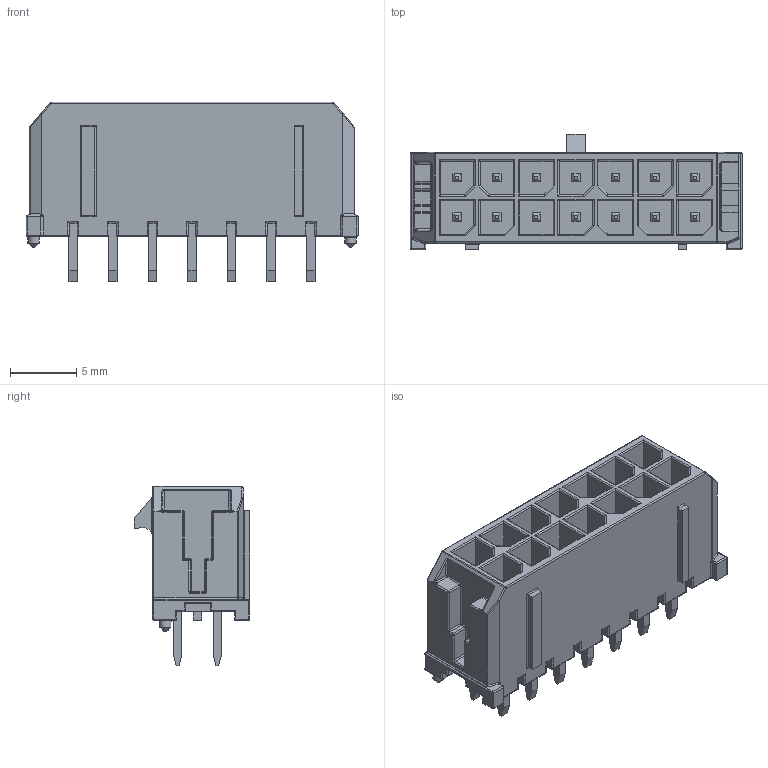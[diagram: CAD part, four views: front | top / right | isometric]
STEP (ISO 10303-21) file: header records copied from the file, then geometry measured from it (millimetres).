
FILE_DESCRIPTION(/* description */ (''),/* implementation_level */ '2;1');
FILE_NAME(/* name */ 'Molex_Micro-Fit_3.0_43045-1412_2x07_P3.00mm_Vertical.step',/* time_stamp */ '2022-03-05T01:52:45+01:00',/* author */ (''),/* organization */ (''),/* preprocessor_version */ 'ST-DEVELOPER v18.1',/* originating_system */ 'Autodesk Translation Framework v10.13.0.1454',/* authorisation */ '');
FILE_SCHEMA (('AUTOMOTIVE_DESIGN { 1 0 10303 214 3 1 1 }'));
Length unit declared in the file: millimetre
Products named in the file (4): (Unsaved); Body; Leads; Logo
Assembly tree (3 placements, depth 2):
  (Unsaved)
    Body
    Leads
    Logo
Bounding box: 25.15 x 8.77 x 13.59 mm (x, y, z)
Volume: 1020.1 mm3; surface area: 2360.2 mm2
Topology: 34 solids, 34 shells, 1049 faces, 2539 edges, 1577 vertices
Faces by surface type: plane 668, cylinder 235, bspline 91, sphere 33, torus 20, cone 2
Full cylindrical faces by diameter (mm): 0.86 x2
Entity records: 31646 total; most frequent: CARTESIAN_POINT 7333, ORIENTED_EDGE 5078, DIRECTION 4752, EDGE_CURVE 2539, LINE 1982, VECTOR 1982, VERTEX_POINT 1577, AXIS2_PLACEMENT_3D 1385
